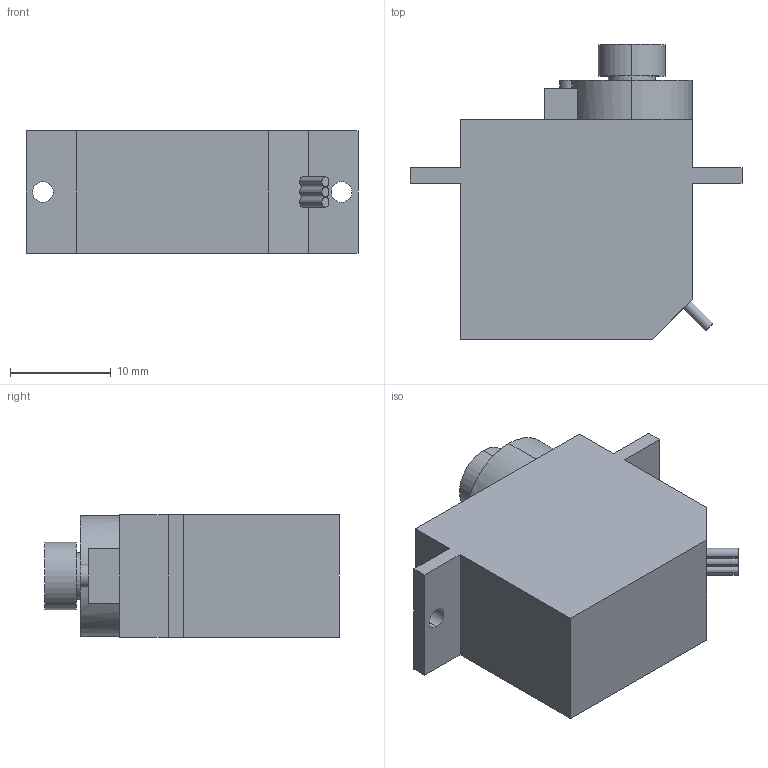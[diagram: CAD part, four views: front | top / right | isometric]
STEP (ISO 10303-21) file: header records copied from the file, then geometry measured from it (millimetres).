
FILE_DESCRIPTION (( 'STEP AP214' ), '1' );
FILE_NAME ('9065.STEP', '2016-01-21T19:08:01', ( '' ), ( '' ), 'SwSTEP 2.0', 'SolidWorks 2014', '' );
FILE_SCHEMA (( 'AUTOMOTIVE_DESIGN' ));
Length unit declared in the file: millimetre
Products named in the file (1): 9065
Bounding box: 33 x 29.31 x 12.2 mm (x, y, z)
Volume: 6837 mm3; surface area: 2649.7 mm2
Topology: 1 solids, 2 shells, 49 faces, 119 edges, 79 vertices
Faces by surface type: plane 27, cylinder 22
Entity records: 1492 total; most frequent: DIRECTION 266, CARTESIAN_POINT 248, ORIENTED_EDGE 238, EDGE_CURVE 119, AXIS2_PLACEMENT_3D 97, VERTEX_POINT 79, VECTOR 72, LINE 72
